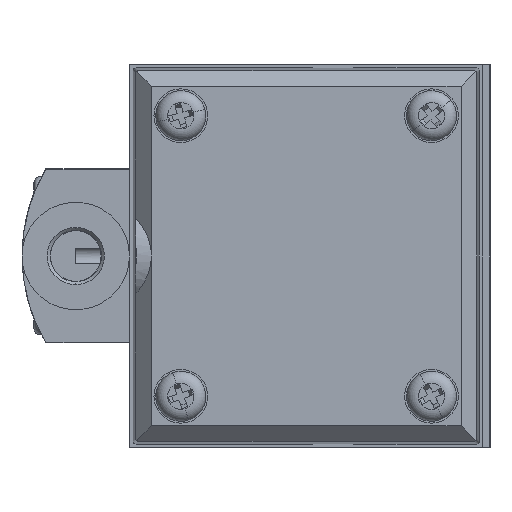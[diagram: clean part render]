
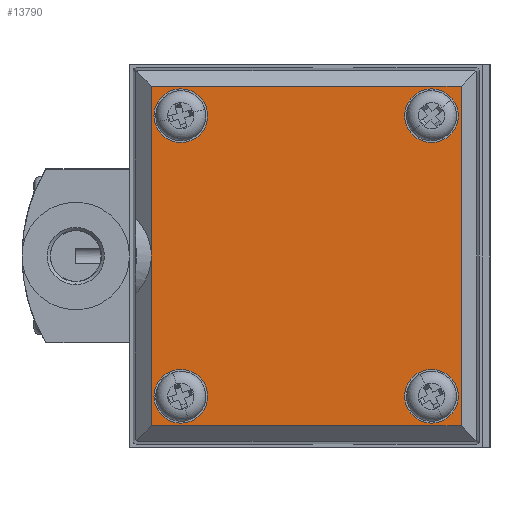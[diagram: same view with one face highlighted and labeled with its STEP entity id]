
A CAD part, left-side view. The second image highlights one B-rep face of the part: STEP entity #13790.
In plain terms, the highlighted face is planar.
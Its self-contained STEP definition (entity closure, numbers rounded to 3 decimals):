
#354 = CARTESIAN_POINT ( 'NONE',  ( 23.5, -21., 0. ) ) ;
#355 = DIRECTION ( 'NONE',  ( 0., 0., 1. ) ) ;
#356 = DIRECTION ( 'NONE',  ( -1., 0., 0. ) ) ;
#364 = CARTESIAN_POINT ( 'NONE',  ( 23.5, 21., 0. ) ) ;
#365 = DIRECTION ( 'NONE',  ( 0., 0., 1. ) ) ;
#366 = DIRECTION ( 'NONE',  ( 1., 0., 0. ) ) ;
#374 = CARTESIAN_POINT ( 'NONE',  ( -23.5, 21., 0. ) ) ;
#375 = DIRECTION ( 'NONE',  ( 0., 0., 1. ) ) ;
#376 = DIRECTION ( 'NONE',  ( -1., 0., 0. ) ) ;
#1240 = EDGE_LOOP ( 'NONE', ( #24344, #24342 ) ) ;
#1241 = EDGE_LOOP ( 'NONE', ( #14285, #14286 ) ) ;
#1242 = EDGE_LOOP ( 'NONE', ( #14283, #14284 ) ) ;
#1266 = EDGE_LOOP ( 'NONE', ( #14281, #14282 ) ) ;
#1267 = EDGE_LOOP ( 'NONE', ( #14276, #14277, #14278, #14279, #14280 ) ) ;
#1549 = EDGE_CURVE ( 'NONE', #20795, #20794, #13595, .T. ) ;
#1550 = EDGE_CURVE ( 'NONE', #20799, #20798, #13596, .T. ) ;
#4767 = AXIS2_PLACEMENT_3D ( 'NONE', #23397, #23398, #23400 ) ;
#4768 = AXIS2_PLACEMENT_3D ( 'NONE', #23401, #23402, #23403 ) ;
#4801 = AXIS2_PLACEMENT_3D ( 'NONE', #23639, #23640, #23641 ) ;
#4940 = AXIS2_PLACEMENT_3D ( 'NONE', #16038, #16039, #16040 ) ;
#5275 = EDGE_CURVE ( 'NONE', #20794, #20795, #10459, .T. ) ;
#5279 = EDGE_CURVE ( 'NONE', #20790, #20791, #10465, .T. ) ;
#5283 = EDGE_CURVE ( 'NONE', #20786, #20787, #10471, .T. ) ;
#10125 = EDGE_CURVE ( 'NONE', #20941, #20942, #23946, .T. ) ;
#10126 = EDGE_CURVE ( 'NONE', #20863, #20941, #23948, .T. ) ;
#10232 = EDGE_CURVE ( 'NONE', #20869, #20862, #24094, .T. ) ;
#10239 = EDGE_CURVE ( 'NONE', #20862, #20863, #24102, .T. ) ;
#10248 = EDGE_CURVE ( 'NONE', #20791, #20790, #24110, .T. ) ;
#10249 = EDGE_CURVE ( 'NONE', #20787, #20786, #24112, .T. ) ;
#10250 = EDGE_CURVE ( 'NONE', #20942, #20869, #24111, .T. ) ;
#10330 = EDGE_CURVE ( 'NONE', #20798, #20799, #24217, .T. ) ;
#10459 = CIRCLE ( 'NONE', #22314, 4.5 ) ;
#10465 = CIRCLE ( 'NONE', #22316, 4.5 ) ;
#10471 = CIRCLE ( 'NONE', #22318, 4.5 ) ;
#11980 = FACE_OUTER_BOUND ( 'NONE', #1267, .T. ) ;
#11982 = FACE_BOUND ( 'NONE', #1266, .T. ) ;
#11984 = FACE_BOUND ( 'NONE', #1242, .T. ) ;
#11986 = FACE_BOUND ( 'NONE', #1241, .T. ) ;
#11988 = FACE_BOUND ( 'NONE', #1240, .T. ) ;
#13595 = CIRCLE ( 'NONE', #22141, 4.5 ) ;
#13596 = CIRCLE ( 'NONE', #22142, 4.5 ) ;
#13790 = ADVANCED_FACE ( 'NONE', ( #11980, #11982, #11984, #11986, #11988 ), #16037, .T. ) ;
#14276 = ORIENTED_EDGE ( 'NONE', *, *, #10232, .T. ) ;
#14277 = ORIENTED_EDGE ( 'NONE', *, *, #10239, .T. ) ;
#14278 = ORIENTED_EDGE ( 'NONE', *, *, #10126, .T. ) ;
#14279 = ORIENTED_EDGE ( 'NONE', *, *, #10125, .T. ) ;
#14280 = ORIENTED_EDGE ( 'NONE', *, *, #10250, .T. ) ;
#14281 = ORIENTED_EDGE ( 'NONE', *, *, #10249, .F. ) ;
#14282 = ORIENTED_EDGE ( 'NONE', *, *, #5283, .F. ) ;
#14283 = ORIENTED_EDGE ( 'NONE', *, *, #10248, .F. ) ;
#14284 = ORIENTED_EDGE ( 'NONE', *, *, #5279, .F. ) ;
#14285 = ORIENTED_EDGE ( 'NONE', *, *, #1549, .F. ) ;
#14286 = ORIENTED_EDGE ( 'NONE', *, *, #5275, .F. ) ;
#14399 = CARTESIAN_POINT ( 'NONE',  ( 0., 25.948, 0. ) ) ;
#14400 = CARTESIAN_POINT ( 'NONE',  ( -28.448, 25.948, 0. ) ) ;
#14406 = CARTESIAN_POINT ( 'NONE',  ( 28.448, 25.948, 0. ) ) ;
#14478 = CARTESIAN_POINT ( 'NONE',  ( -28.448, -25.948, 0. ) ) ;
#14479 = CARTESIAN_POINT ( 'NONE',  ( 28.448, -25.948, 0. ) ) ;
#16037 = PLANE ( 'NONE',  #4940 ) ;
#16038 = CARTESIAN_POINT ( 'NONE',  ( -31., -28.5, 0. ) ) ;
#16039 = DIRECTION ( 'NONE',  ( 0., 0., 1. ) ) ;
#16040 = DIRECTION ( 'NONE',  ( 1., 0., 0. ) ) ;
#16918 = CARTESIAN_POINT ( 'NONE',  ( -28., 21., 0. ) ) ;
#16919 = CARTESIAN_POINT ( 'NONE',  ( -19., 21., 0. ) ) ;
#16922 = CARTESIAN_POINT ( 'NONE',  ( 19., 21., 0. ) ) ;
#16923 = CARTESIAN_POINT ( 'NONE',  ( 28., 21., 0. ) ) ;
#16926 = CARTESIAN_POINT ( 'NONE',  ( 19., -21., 0. ) ) ;
#16927 = CARTESIAN_POINT ( 'NONE',  ( 28., -21., 0. ) ) ;
#16930 = CARTESIAN_POINT ( 'NONE',  ( -28., -21., 0. ) ) ;
#16931 = CARTESIAN_POINT ( 'NONE',  ( -19., -21., 0. ) ) ;
#20786 = VERTEX_POINT ( 'NONE', #16918 ) ;
#20787 = VERTEX_POINT ( 'NONE', #16919 ) ;
#20790 = VERTEX_POINT ( 'NONE', #16922 ) ;
#20791 = VERTEX_POINT ( 'NONE', #16923 ) ;
#20794 = VERTEX_POINT ( 'NONE', #16926 ) ;
#20795 = VERTEX_POINT ( 'NONE', #16927 ) ;
#20798 = VERTEX_POINT ( 'NONE', #16930 ) ;
#20799 = VERTEX_POINT ( 'NONE', #16931 ) ;
#20862 = VERTEX_POINT ( 'NONE', #14399 ) ;
#20863 = VERTEX_POINT ( 'NONE', #14400 ) ;
#20869 = VERTEX_POINT ( 'NONE', #14406 ) ;
#20941 = VERTEX_POINT ( 'NONE', #14478 ) ;
#20942 = VERTEX_POINT ( 'NONE', #14479 ) ;
#21672 = CARTESIAN_POINT ( 'NONE',  ( 23.5, -21., 0. ) ) ;
#21673 = DIRECTION ( 'NONE',  ( 0., 0., 1. ) ) ;
#21674 = DIRECTION ( 'NONE',  ( -1., 0., 0. ) ) ;
#21675 = CARTESIAN_POINT ( 'NONE',  ( -23.5, -21., 0. ) ) ;
#21676 = DIRECTION ( 'NONE',  ( 0., 0., 1. ) ) ;
#21677 = DIRECTION ( 'NONE',  ( 1., 0., 0. ) ) ;
#22141 = AXIS2_PLACEMENT_3D ( 'NONE', #21672, #21673, #21674 ) ;
#22142 = AXIS2_PLACEMENT_3D ( 'NONE', #21675, #21676, #21677 ) ;
#22314 = AXIS2_PLACEMENT_3D ( 'NONE', #354, #355, #356 ) ;
#22316 = AXIS2_PLACEMENT_3D ( 'NONE', #364, #365, #366 ) ;
#22318 = AXIS2_PLACEMENT_3D ( 'NONE', #374, #375, #376 ) ;
#23018 = CARTESIAN_POINT ( 'NONE',  ( -31., -25.948, 0. ) ) ;
#23019 = DIRECTION ( 'NONE',  ( 1., 0., 0. ) ) ;
#23020 = CARTESIAN_POINT ( 'NONE',  ( -28.448, -28.5, 0. ) ) ;
#23021 = DIRECTION ( 'NONE',  ( 0., -1., 0. ) ) ;
#23307 = CARTESIAN_POINT ( 'NONE',  ( -31., 25.948, 0. ) ) ;
#23308 = DIRECTION ( 'NONE',  ( -1., 0., 0. ) ) ;
#23327 = CARTESIAN_POINT ( 'NONE',  ( -31., 25.948, 0. ) ) ;
#23328 = DIRECTION ( 'NONE',  ( -1., 0., 0. ) ) ;
#23397 = CARTESIAN_POINT ( 'NONE',  ( 23.5, 21., 0. ) ) ;
#23398 = DIRECTION ( 'NONE',  ( 0., 0., 1. ) ) ;
#23400 = DIRECTION ( 'NONE',  ( 1., 0., 0. ) ) ;
#23401 = CARTESIAN_POINT ( 'NONE',  ( -23.5, 21., 0. ) ) ;
#23402 = DIRECTION ( 'NONE',  ( 0., 0., 1. ) ) ;
#23403 = DIRECTION ( 'NONE',  ( -1., 0., 0. ) ) ;
#23404 = CARTESIAN_POINT ( 'NONE',  ( 28.448, -28.5, 0. ) ) ;
#23405 = DIRECTION ( 'NONE',  ( 0., 1., 0. ) ) ;
#23639 = CARTESIAN_POINT ( 'NONE',  ( -23.5, -21., 0. ) ) ;
#23640 = DIRECTION ( 'NONE',  ( 0., 0., 1. ) ) ;
#23641 = DIRECTION ( 'NONE',  ( 1., 0., 0. ) ) ;
#23946 = LINE ( 'NONE', #23018, #23947 ) ;
#23947 = VECTOR ( 'NONE', #23019, 1000. ) ;
#23948 = LINE ( 'NONE', #23020, #23949 ) ;
#23949 = VECTOR ( 'NONE', #23021, 1000. ) ;
#24094 = LINE ( 'NONE', #23307, #24095 ) ;
#24095 = VECTOR ( 'NONE', #23308, 1000. ) ;
#24102 = LINE ( 'NONE', #23327, #24103 ) ;
#24103 = VECTOR ( 'NONE', #23328, 1000. ) ;
#24110 = CIRCLE ( 'NONE', #4767, 4.5 ) ;
#24111 = LINE ( 'NONE', #23404, #24113 ) ;
#24112 = CIRCLE ( 'NONE', #4768, 4.5 ) ;
#24113 = VECTOR ( 'NONE', #23405, 1000. ) ;
#24217 = CIRCLE ( 'NONE', #4801, 4.5 ) ;
#24342 = ORIENTED_EDGE ( 'NONE', *, *, #10330, .F. ) ;
#24344 = ORIENTED_EDGE ( 'NONE', *, *, #1550, .F. ) ;
